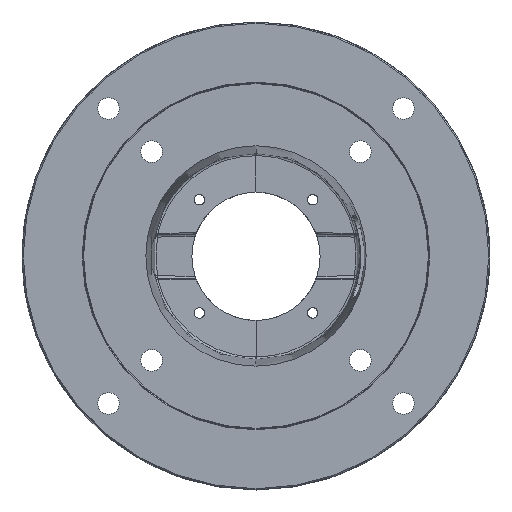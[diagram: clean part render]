
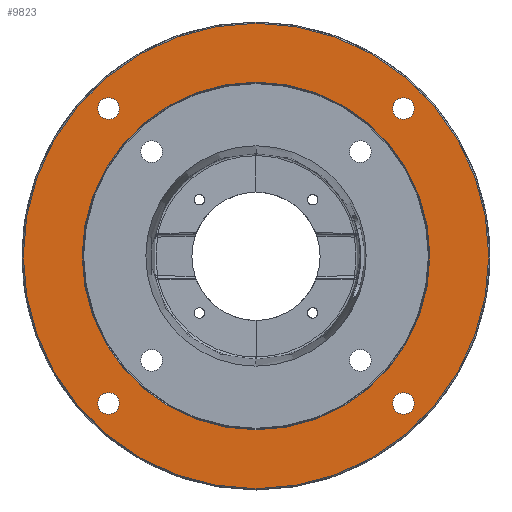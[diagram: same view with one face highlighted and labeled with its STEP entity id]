
A CAD part, top view. The second image highlights one B-rep face of the part: STEP entity #9823.
In plain terms, the highlighted planar face has unit normal (0, 0, 1).
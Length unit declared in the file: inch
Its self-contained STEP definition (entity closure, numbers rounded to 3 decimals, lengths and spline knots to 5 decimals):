
#35=CARTESIAN_POINT('',(0.,0.,-0.08));
#36=DIRECTION('',(0.,0.,1.));
#37=DIRECTION('',(0.,1.,0.));
#38=AXIS2_PLACEMENT_3D('',#35,#36,#37);
#44=CARTESIAN_POINT('',(0.,0.,-0.08));
#45=DIRECTION('',(0.,0.,-1.));
#46=DIRECTION('',(0.,1.,0.));
#47=AXIS2_PLACEMENT_3D('',#44,#45,#46);
#628=CARTESIAN_POINT('',(-3.62392,3.62392,-0.08));
#629=DIRECTION('',(0.,0.,-1.));
#630=DIRECTION('',(-0.707,0.707,0.));
#631=AXIS2_PLACEMENT_3D('',#628,#629,#630);
#633=CARTESIAN_POINT('',(-3.62392,3.62392,-0.08));
#634=DIRECTION('',(0.,0.,-1.));
#635=DIRECTION('',(0.707,-0.707,0.));
#636=AXIS2_PLACEMENT_3D('',#633,#634,#635);
#638=CARTESIAN_POINT('',(-3.62392,-3.62392,-0.08));
#639=DIRECTION('',(0.,0.,-1.));
#640=DIRECTION('',(-0.707,-0.707,0.));
#641=AXIS2_PLACEMENT_3D('',#638,#639,#640);
#643=CARTESIAN_POINT('',(-3.62392,-3.62392,-0.08));
#644=DIRECTION('',(0.,0.,-1.));
#645=DIRECTION('',(0.707,0.707,0.));
#646=AXIS2_PLACEMENT_3D('',#643,#644,#645);
#648=CARTESIAN_POINT('',(3.62392,-3.62392,-0.08));
#649=DIRECTION('',(0.,0.,-1.));
#650=DIRECTION('',(0.707,-0.707,0.));
#651=AXIS2_PLACEMENT_3D('',#648,#649,#650);
#653=CARTESIAN_POINT('',(3.62392,-3.62392,-0.08));
#654=DIRECTION('',(0.,0.,-1.));
#655=DIRECTION('',(-0.707,0.707,0.));
#656=AXIS2_PLACEMENT_3D('',#653,#654,#655);
#658=CARTESIAN_POINT('',(3.62392,3.62392,-0.08));
#659=DIRECTION('',(0.,0.,-1.));
#660=DIRECTION('',(0.707,0.707,0.));
#661=AXIS2_PLACEMENT_3D('',#658,#659,#660);
#663=CARTESIAN_POINT('',(3.62392,3.62392,-0.08));
#664=DIRECTION('',(0.,0.,-1.));
#665=DIRECTION('',(-0.707,-0.707,0.));
#666=AXIS2_PLACEMENT_3D('',#663,#664,#665);
#668=CARTESIAN_POINT('',(0.,0.,-0.08));
#669=DIRECTION('',(0.,0.,1.));
#670=DIRECTION('',(0.,1.,0.));
#671=AXIS2_PLACEMENT_3D('',#668,#669,#670);
#673=CARTESIAN_POINT('',(0.,0.,-0.08));
#674=DIRECTION('',(0.,0.,1.));
#675=DIRECTION('',(0.,-1.,0.));
#676=AXIS2_PLACEMENT_3D('',#673,#674,#675);
#8476=CARTESIAN_POINT('',(0.,5.72,-0.08));
#8477=CARTESIAN_POINT('',(0.,-5.72,-0.08));
#8478=VERTEX_POINT('',#8476);
#8479=VERTEX_POINT('',#8477);
#8500=CARTESIAN_POINT('',(-3.81131,3.81131,-0.08));
#8501=CARTESIAN_POINT('',(-3.43654,3.43654,-0.08));
#8502=VERTEX_POINT('',#8500);
#8503=VERTEX_POINT('',#8501);
#8544=CARTESIAN_POINT('',(-3.81131,-3.81131,-0.08));
#8545=CARTESIAN_POINT('',(-3.43654,-3.43654,-0.08));
#8546=VERTEX_POINT('',#8544);
#8547=VERTEX_POINT('',#8545);
#8552=CARTESIAN_POINT('',(3.81131,-3.81131,-0.08));
#8553=CARTESIAN_POINT('',(3.43654,-3.43654,-0.08));
#8554=VERTEX_POINT('',#8552);
#8555=VERTEX_POINT('',#8553);
#8560=CARTESIAN_POINT('',(3.81131,3.81131,-0.08));
#8561=CARTESIAN_POINT('',(3.43654,3.43654,-0.08));
#8562=VERTEX_POINT('',#8560);
#8563=VERTEX_POINT('',#8561);
#8580=CARTESIAN_POINT('',(0.,4.271,-0.08));
#8581=CARTESIAN_POINT('',(0.,-4.271,-0.08));
#8582=VERTEX_POINT('',#8580);
#8583=VERTEX_POINT('',#8581);
#9785=CARTESIAN_POINT('',(0.,0.,-0.08));
#9786=DIRECTION('',(0.,0.,1.));
#9787=DIRECTION('',(0.,1.,0.));
#9788=AXIS2_PLACEMENT_3D('',#9785,#9786,#9787);
#9789=PLANE('',#9788);
#9790=ORIENTED_EDGE('',*,*,#8742,.T.);
#9791=ORIENTED_EDGE('',*,*,#8727,.F.);
#9792=EDGE_LOOP('',(#9790,#9791));
#9793=FACE_OUTER_BOUND('',#9792,.F.);
#9795=ORIENTED_EDGE('',*,*,#9794,.F.);
#9797=ORIENTED_EDGE('',*,*,#9796,.F.);
#9798=EDGE_LOOP('',(#9795,#9797));
#9799=FACE_BOUND('',#9798,.F.);
#9801=ORIENTED_EDGE('',*,*,#9800,.F.);
#9803=ORIENTED_EDGE('',*,*,#9802,.F.);
#9804=EDGE_LOOP('',(#9801,#9803));
#9805=FACE_BOUND('',#9804,.F.);
#9807=ORIENTED_EDGE('',*,*,#9806,.F.);
#9809=ORIENTED_EDGE('',*,*,#9808,.F.);
#9810=EDGE_LOOP('',(#9807,#9809));
#9811=FACE_BOUND('',#9810,.F.);
#9813=ORIENTED_EDGE('',*,*,#9812,.F.);
#9815=ORIENTED_EDGE('',*,*,#9814,.F.);
#9816=EDGE_LOOP('',(#9813,#9815));
#9817=FACE_BOUND('',#9816,.F.);
#9819=ORIENTED_EDGE('',*,*,#9818,.T.);
#9820=ORIENTED_EDGE('',*,*,#9775,.T.);
#9821=EDGE_LOOP('',(#9819,#9820));
#9822=FACE_BOUND('',#9821,.F.);
#9823=ADVANCED_FACE('',(#9793,#9799,#9805,#9811,#9817,#9822),#9789,.T.);
#39=CIRCLE('',#38,5.72);
#48=CIRCLE('',#47,5.72);
#632=CIRCLE('',#631,0.265);
#637=CIRCLE('',#636,0.265);
#642=CIRCLE('',#641,0.265);
#647=CIRCLE('',#646,0.265);
#652=CIRCLE('',#651,0.265);
#657=CIRCLE('',#656,0.265);
#662=CIRCLE('',#661,0.265);
#667=CIRCLE('',#666,0.265);
#672=CIRCLE('',#671,4.271);
#677=CIRCLE('',#676,4.271);
#8727=EDGE_CURVE('',#8478,#8479,#39,.T.);
#8742=EDGE_CURVE('',#8478,#8479,#48,.T.);
#9775=EDGE_CURVE('',#8583,#8582,#677,.T.);
#9794=EDGE_CURVE('',#8502,#8503,#632,.T.);
#9796=EDGE_CURVE('',#8503,#8502,#637,.T.);
#9800=EDGE_CURVE('',#8546,#8547,#642,.T.);
#9802=EDGE_CURVE('',#8547,#8546,#647,.T.);
#9806=EDGE_CURVE('',#8554,#8555,#652,.T.);
#9808=EDGE_CURVE('',#8555,#8554,#657,.T.);
#9812=EDGE_CURVE('',#8562,#8563,#662,.T.);
#9814=EDGE_CURVE('',#8563,#8562,#667,.T.);
#9818=EDGE_CURVE('',#8582,#8583,#672,.T.);
